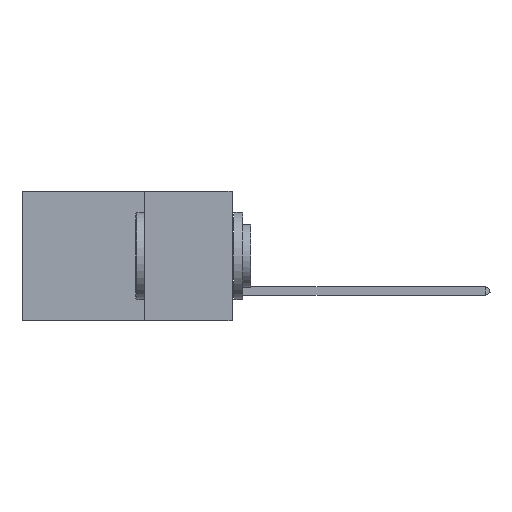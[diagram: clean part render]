
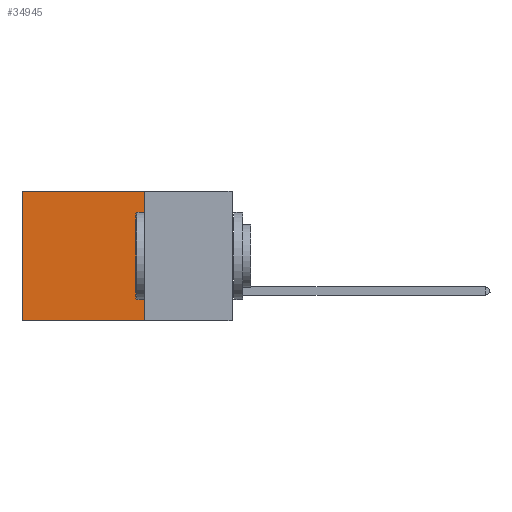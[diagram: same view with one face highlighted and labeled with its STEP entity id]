
A CAD part, left-side view. The second image highlights one B-rep face of the part: STEP entity #34945.
In plain terms, the highlighted planar face has unit normal (-1, 0, 0).
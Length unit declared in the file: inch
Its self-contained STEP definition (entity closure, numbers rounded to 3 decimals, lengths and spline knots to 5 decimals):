
#3014 = VERTEX_POINT ( 'NONE', #10964 ) ;
#3283 = FACE_OUTER_BOUND ( 'NONE', #20106, .T. ) ;
#5115 = LINE ( 'NONE', #46806, #44127 ) ;
#9315 = EDGE_CURVE ( 'NONE', #3014, #17023, #5115, .T. ) ;
#10305 = DIRECTION ( 'NONE',  ( 0., 1., 0. ) ) ;
#10429 = ORIENTED_EDGE ( 'NONE', *, *, #43609, .T. ) ;
#10964 = CARTESIAN_POINT ( 'NONE',  ( 0.2875, 0.6, 0. ) ) ;
#11330 = CARTESIAN_POINT ( 'NONE',  ( 0.2875, 0.25, 0. ) ) ;
#14413 = DIRECTION ( 'NONE',  ( 0., 0., -1. ) ) ;
#14714 = ORIENTED_EDGE ( 'NONE', *, *, #32529, .F. ) ;
#16794 = ORIENTED_EDGE ( 'NONE', *, *, #9315, .T. ) ;
#17023 = VERTEX_POINT ( 'NONE', #43521 ) ;
#17047 = VECTOR ( 'NONE', #14413, 39.37008 ) ;
#18175 = DIRECTION ( 'NONE',  ( 1., 0., 0. ) ) ;
#18935 = CARTESIAN_POINT ( 'NONE',  ( 0.2875, 0.25, 0. ) ) ;
#20106 = EDGE_LOOP ( 'NONE', ( #16794, #28759, #14714, #10429 ) ) ;
#20157 = DIRECTION ( 'NONE',  ( 0., 0., -1. ) ) ;
#21659 = EDGE_CURVE ( 'NONE', #34516, #17023, #35149, .T. ) ;
#24752 = CARTESIAN_POINT ( 'NONE',  ( 0.2875, 0.25, -0.37 ) ) ;
#25068 = VECTOR ( 'NONE', #10305, 39.37008 ) ;
#25510 = AXIS2_PLACEMENT_3D ( 'NONE', #29463, #18175, #36289 ) ;
#26797 = VECTOR ( 'NONE', #42119, 39.37008 ) ;
#28670 = VERTEX_POINT ( 'NONE', #11330 ) ;
#28759 = ORIENTED_EDGE ( 'NONE', *, *, #21659, .F. ) ;
#29463 = CARTESIAN_POINT ( 'NONE',  ( 0.2875, 0.25, 0. ) ) ;
#32529 = EDGE_CURVE ( 'NONE', #28670, #34516, #44299, .T. ) ;
#34278 = PLANE ( 'NONE',  #25510 ) ;
#34516 = VERTEX_POINT ( 'NONE', #24752 ) ;
#34945 = ADVANCED_FACE ( 'NONE', ( #3283 ), #34278, .F. ) ;
#35149 = LINE ( 'NONE', #40857, #25068 ) ;
#36289 = DIRECTION ( 'NONE',  ( 0., 0., -1. ) ) ;
#36725 = CARTESIAN_POINT ( 'NONE',  ( 0.2875, 0.25, 0. ) ) ;
#39219 = LINE ( 'NONE', #18935, #26797 ) ;
#40857 = CARTESIAN_POINT ( 'NONE',  ( 0.2875, 0.25, -0.37 ) ) ;
#42119 = DIRECTION ( 'NONE',  ( 0., 1., 0. ) ) ;
#43521 = CARTESIAN_POINT ( 'NONE',  ( 0.2875, 0.6, -0.37 ) ) ;
#43609 = EDGE_CURVE ( 'NONE', #28670, #3014, #39219, .T. ) ;
#44127 = VECTOR ( 'NONE', #20157, 39.37008 ) ;
#44299 = LINE ( 'NONE', #36725, #17047 ) ;
#46806 = CARTESIAN_POINT ( 'NONE',  ( 0.2875, 0.6, 0. ) ) ;
